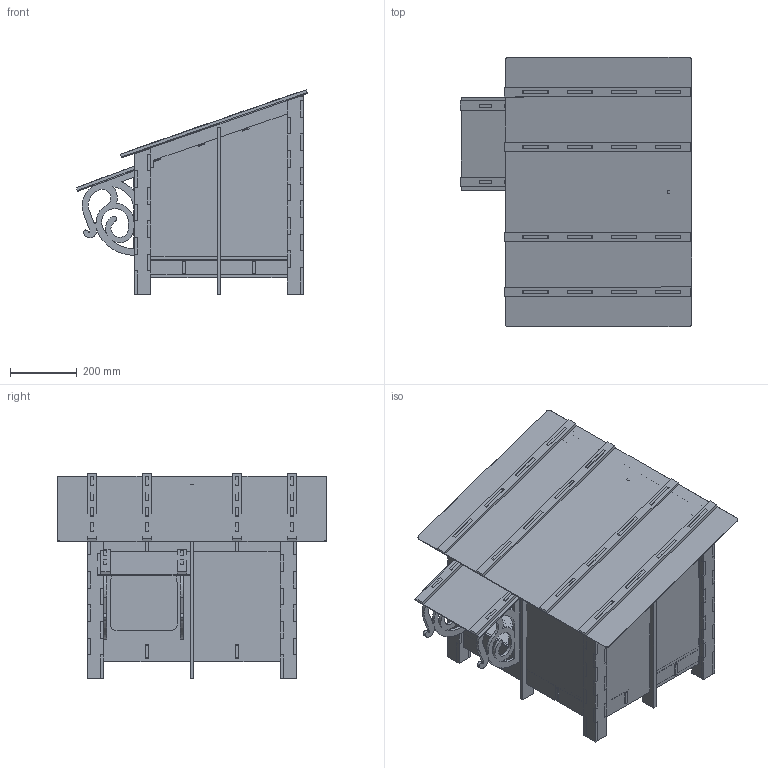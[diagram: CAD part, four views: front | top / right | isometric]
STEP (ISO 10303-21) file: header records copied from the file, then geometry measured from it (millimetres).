
FILE_DESCRIPTION(/* description */ (''),/* implementation_level */ '2;1');
FILE_NAME(/* name */ 'Cat_House-Final-STEP214.stp',/* time_stamp */ '2024-05-22T22:12:54+02:00',/* author */ (''),/* organization */ (''),/* preprocessor_version */ 'ST-DEVELOPER v19.3',/* originating_system */ 'SIEMENS PLM Software NX2212.4000',/* authorisation */ '');
FILE_SCHEMA (('AUTOMOTIVE_DESIGN { 1 0 10303 214 3 1 1 1 }'));
Length unit declared in the file: millimetre
Products named in the file (41): Dak_Dwarsspaak_2; Dak_Dwarsspaak_1; Deur_Afdak_Spaak_Spaak_2; Deur_Afdak_Spaak_Spaak_4; Deur_Afdak_Spaak_Spaak_3; Deur_Afdak_Spaak_Spaak_1; Deur_Afdak_Dakspaak_2; Deur_Afdak_Dakspaak_1; Deur_Afdak_Dak; Deur_Afdak_Spaak; Dak_Spaak; Dak_zij; Dak_Midden; Hor_Kort_Boven_Midden; Hor_Bodem; Hor_Kort_Midden; Hor_Lang_Midden; Plaat_Zij_Voor; Plaat_Zij_Achter; Plaat_Voor; Deur_Voor; Plaat_Achter; Hor_Kort_Boven; Ver_500_4; Ver_580_4; Ver_420_4; Hor_Bodem_Lang; Hor_Bodem_Kort; Hor_Kort_Onder; Hor_Lang_Onder; Hor_Lang_Boven_Voor; Hor_Lang_Boven; Ver_420_1; Ver_420_0; Ver_420_2; Ver_420_3; Ver_580_3; Ver_580_2; Ver_580_1; Ver_580_0 ...
Assembly tree (68 placements, depth 2):
  000_AAA_Assembly_8
    Ver_580_0  x2
    Ver_580_1  x2
    Ver_580_2  x2
    Ver_580_3  x2
    Ver_420_3  x2
    Ver_420_2  x2
    Ver_420_0  x2
    Ver_420_1  x2
    Hor_Lang_Boven
    Hor_Lang_Boven_Voor
    Hor_Lang_Onder  x2
    Hor_Kort_Onder  x2
    Hor_Bodem_Kort  x2
    Hor_Bodem_Lang  x2
    Ver_420_4
    Ver_580_4
    Ver_500_4  x2
    Hor_Kort_Boven  x2
    Plaat_Achter  x2
    Deur_Voor
    Plaat_Voor
    Plaat_Zij_Achter  x2
    Plaat_Zij_Voor  x2
    Hor_Lang_Midden  x2
    Hor_Kort_Midden  x2
    Hor_Bodem  x2
    Hor_Kort_Boven_Midden  x2
    Dak_Midden
    Dak_zij  x2
    Dak_Spaak  x4
    Deur_Afdak_Spaak  x2
    Deur_Afdak_Dak
    Deur_Afdak_Dakspaak_1
    Deur_Afdak_Dakspaak_2
    Deur_Afdak_Spaak_Spaak_1
    Deur_Afdak_Spaak_Spaak_3
    Deur_Afdak_Spaak_Spaak_4
    Deur_Afdak_Spaak_Spaak_2
    Dak_Dwarsspaak_1  x3
    Dak_Dwarsspaak_2
Bounding box: 691.98 x 807 x 612.68 mm (x, y, z)
Volume: 13024909.9 mm3; surface area: 5789454.6 mm2
Topology: 68 solids, 68 shells, 2410 faces, 6822 edges, 4548 vertices
Faces by surface type: plane 2358, cylinder 46, extrusion 6
Entity records: 45193 total; most frequent: CARTESIAN_POINT 7979, ORIENTED_EDGE 7788, DIRECTION 6827, EDGE_CURVE 3894, VECTOR 3839, LINE 3836, VERTEX_POINT 2596, AXIS2_PLACEMENT_3D 1494
